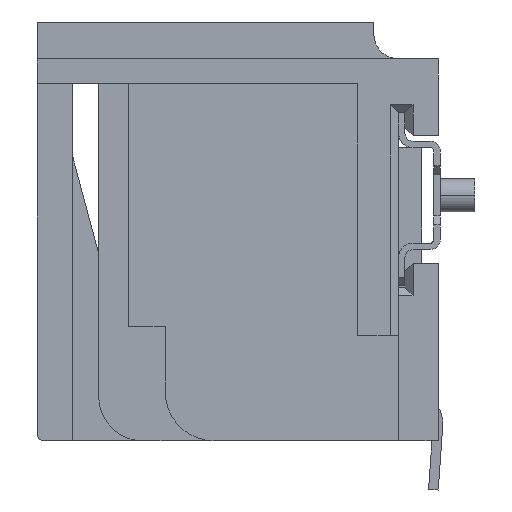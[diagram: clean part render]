
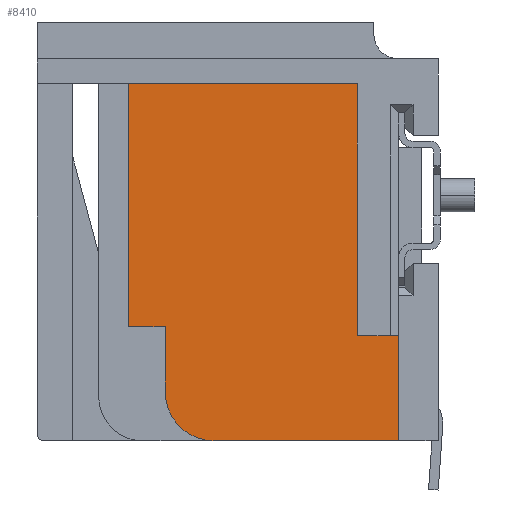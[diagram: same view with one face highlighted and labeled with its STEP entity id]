
A CAD part, left-side view. The second image highlights one B-rep face of the part: STEP entity #8410.
In plain terms, the highlighted planar face has unit normal (-1, 0, 0).
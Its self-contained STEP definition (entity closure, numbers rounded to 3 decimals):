
#2346=DIRECTION('',(0.,0.,1.));
#2347=VECTOR('',#2346,3.25);
#2348=CARTESIAN_POINT('',(-7.62,-4.97,-12.95));
#2349=LINE('',#2348,#2347);
#2350=DIRECTION('',(0.,1.,0.));
#2351=VECTOR('',#2350,5.7);
#2352=CARTESIAN_POINT('',(-7.62,-4.97,-12.95));
#2353=LINE('',#2352,#2351);
#2354=CARTESIAN_POINT('',(-7.62,0.73,-11.44));
#2355=DIRECTION('',(-1.,0.,0.));
#2356=DIRECTION('',(0.,1.,0.));
#2357=AXIS2_PLACEMENT_3D('',#2354,#2355,#2356);
#2359=DIRECTION('',(0.,0.,1.));
#2360=VECTOR('',#2359,2.01);
#2361=CARTESIAN_POINT('',(-7.62,2.24,-11.44));
#2362=LINE('',#2361,#2360);
#2363=DIRECTION('',(0.,-1.,0.));
#2364=VECTOR('',#2363,1.14);
#2365=CARTESIAN_POINT('',(-7.62,3.38,-9.43));
#2366=LINE('',#2365,#2364);
#2367=DIRECTION('',(0.,0.,1.));
#2368=VECTOR('',#2367,7.52);
#2369=CARTESIAN_POINT('',(-7.62,3.38,-9.43));
#2370=LINE('',#2369,#2368);
#2371=DIRECTION('',(0.,1.,0.));
#2372=VECTOR('',#2371,7.08);
#2373=CARTESIAN_POINT('',(-7.62,-3.7,-1.91));
#2374=LINE('',#2373,#2372);
#2375=DIRECTION('',(0.,0.,1.));
#2376=VECTOR('',#2375,7.79);
#2377=CARTESIAN_POINT('',(-7.62,-3.7,-9.7));
#2378=LINE('',#2377,#2376);
#2391=DIRECTION('',(0.,1.,0.));
#2392=VECTOR('',#2391,1.27);
#2393=CARTESIAN_POINT('',(-7.62,-4.97,-9.7));
#2394=LINE('',#2393,#2392);
#4566=CARTESIAN_POINT('',(-7.62,3.38,-1.91));
#4567=VERTEX_POINT('',#4566);
#4591=CARTESIAN_POINT('',(-7.62,0.73,-12.95));
#4593=VERTEX_POINT('',#4591);
#4594=CARTESIAN_POINT('',(-7.62,3.38,-9.43));
#4595=CARTESIAN_POINT('',(-7.62,2.24,-9.43));
#4596=VERTEX_POINT('',#4594);
#4597=VERTEX_POINT('',#4595);
#4598=CARTESIAN_POINT('',(-7.62,2.24,-11.44));
#4599=VERTEX_POINT('',#4598);
#4752=CARTESIAN_POINT('',(-7.62,-3.7,-9.7));
#4754=VERTEX_POINT('',#4752);
#4758=CARTESIAN_POINT('',(-7.62,-3.7,-1.91));
#4759=VERTEX_POINT('',#4758);
#4841=CARTESIAN_POINT('',(-7.62,-4.97,-12.95));
#4843=VERTEX_POINT('',#4841);
#4850=CARTESIAN_POINT('',(-7.62,-4.97,-9.7));
#4851=VERTEX_POINT('',#4850);
#8390=CARTESIAN_POINT('',(-7.62,-6.2,-12.95));
#8391=DIRECTION('',(-1.,0.,0.));
#8392=DIRECTION('',(0.,0.,1.));
#8393=AXIS2_PLACEMENT_3D('',#8390,#8391,#8392);
#8394=PLANE('',#8393);
#8395=ORIENTED_EDGE('',*,*,#6301,.F.);
#8396=ORIENTED_EDGE('',*,*,#7595,.T.);
#8398=ORIENTED_EDGE('',*,*,#8397,.F.);
#8400=ORIENTED_EDGE('',*,*,#8399,.T.);
#8401=ORIENTED_EDGE('',*,*,#8381,.F.);
#8402=ORIENTED_EDGE('',*,*,#8371,.T.);
#8403=ORIENTED_EDGE('',*,*,#8196,.F.);
#8405=ORIENTED_EDGE('',*,*,#8404,.F.);
#8407=ORIENTED_EDGE('',*,*,#8406,.F.);
#8408=EDGE_LOOP('',(#8395,#8396,#8398,#8400,#8401,#8402,#8403,#8405,#8407));
#8409=FACE_OUTER_BOUND('',#8408,.F.);
#2358=CIRCLE('',#2357,1.51);
#6301=EDGE_CURVE('',#4843,#4851,#2349,.T.);
#7595=EDGE_CURVE('',#4843,#4593,#2353,.T.);
#8196=EDGE_CURVE('',#4759,#4567,#2374,.T.);
#8371=EDGE_CURVE('',#4596,#4567,#2370,.T.);
#8381=EDGE_CURVE('',#4596,#4597,#2366,.T.);
#8397=EDGE_CURVE('',#4599,#4593,#2358,.T.);
#8399=EDGE_CURVE('',#4599,#4597,#2362,.T.);
#8404=EDGE_CURVE('',#4754,#4759,#2378,.T.);
#8406=EDGE_CURVE('',#4851,#4754,#2394,.T.);
#8410=ADVANCED_FACE('',(#8409),#8394,.T.);
